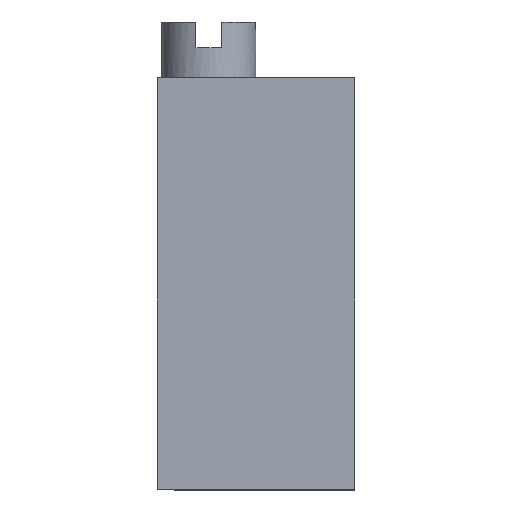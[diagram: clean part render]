
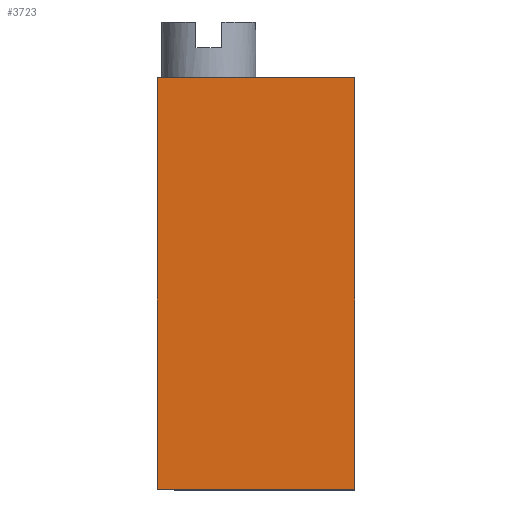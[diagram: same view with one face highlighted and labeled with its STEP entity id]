
A CAD part, top view. The second image highlights one B-rep face of the part: STEP entity #3723.
In plain terms, the highlighted planar face has unit normal (0, 0, 1).
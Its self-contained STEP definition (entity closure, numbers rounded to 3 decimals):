
#443=ORIENTED_EDGE('',*,*,#1243,.F.);
#444=ORIENTED_EDGE('',*,*,#1239,.F.);
#445=ORIENTED_EDGE('',*,*,#1244,.T.);
#446=ORIENTED_EDGE('',*,*,#1108,.T.);
#1108=EDGE_CURVE('',#1512,#1510,#1782,.T.);
#1239=EDGE_CURVE('',#1637,#1638,#1803,.T.);
#1243=EDGE_CURVE('',#1638,#1510,#1807,.T.);
#1244=EDGE_CURVE('',#1637,#1512,#1808,.T.);
#1510=VERTEX_POINT('',#4485);
#1512=VERTEX_POINT('',#4488);
#1637=VERTEX_POINT('',#5239);
#1638=VERTEX_POINT('',#5241);
#1782=LINE('',#4487,#1938);
#1803=LINE('',#5240,#1959);
#1807=LINE('',#5247,#1963);
#1808=LINE('',#5248,#1964);
#1938=VECTOR('',#4036,1000.);
#1959=VECTOR('',#4079,1000.);
#1963=VECTOR('',#4085,1000.);
#1964=VECTOR('',#4086,1000.);
#2112=EDGE_LOOP('',(#443,#444,#445,#446));
#2298=FACE_BOUND('',#2112,.T.);
#2468=PLANE('',#3893);
#3723=ADVANCED_FACE('',(#2298),#2468,.T.);
#3893=AXIS2_PLACEMENT_3D('',#5246,#4083,#4084);
#4036=DIRECTION('',(0.,-1.,0.));
#4079=DIRECTION('',(0.,-1.,0.));
#4083=DIRECTION('',(0.,0.,1.));
#4084=DIRECTION('',(1.,0.,0.));
#4085=DIRECTION('',(-1.,0.,0.));
#4086=DIRECTION('',(-1.,0.,0.));
#4485=CARTESIAN_POINT('',(-2.3,0.,4.85));
#4487=CARTESIAN_POINT('',(-2.3,9.6,4.85));
#4488=CARTESIAN_POINT('',(-2.3,9.6,4.85));
#5239=CARTESIAN_POINT('',(2.3,9.6,4.85));
#5240=CARTESIAN_POINT('',(2.3,9.6,4.85));
#5241=CARTESIAN_POINT('',(2.3,0.,4.85));
#5246=CARTESIAN_POINT('',(2.3,9.6,4.85));
#5247=CARTESIAN_POINT('',(2.3,0.,4.85));
#5248=CARTESIAN_POINT('',(2.3,9.6,4.85));
